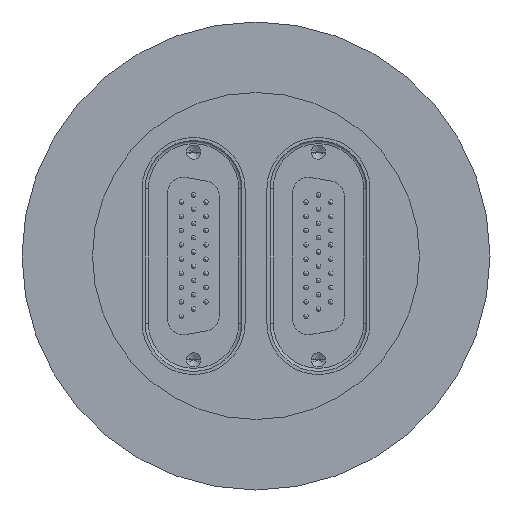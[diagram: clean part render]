
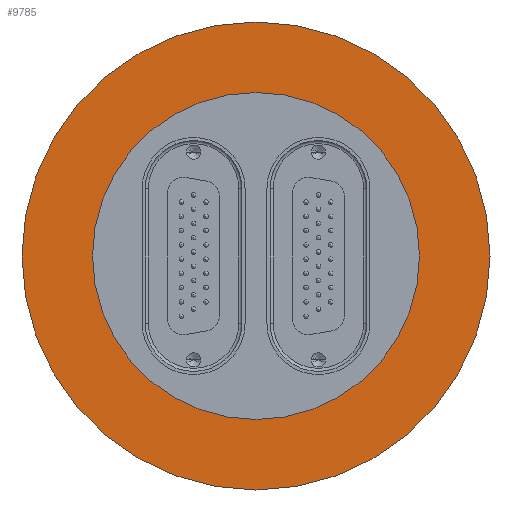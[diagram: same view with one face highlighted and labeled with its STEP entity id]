
A CAD part, left-side view. The second image highlights one B-rep face of the part: STEP entity #9785.
In plain terms, the highlighted planar face has unit normal (-1, 0, 0).
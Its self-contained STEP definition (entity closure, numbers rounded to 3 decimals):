
#142 = CARTESIAN_POINT ( 'NONE',  ( 0., 0., 0. ) ) ;
#263 = CARTESIAN_POINT ( 'NONE',  ( 0., 0., -26.2 ) ) ;
#405 = AXIS2_PLACEMENT_3D ( 'NONE', #10169, #1646, #3394 ) ;
#636 = EDGE_CURVE ( 'NONE', #6766, #7121, #5397, .T. ) ;
#772 = AXIS2_PLACEMENT_3D ( 'NONE', #803, #9347, #8473 ) ;
#803 = CARTESIAN_POINT ( 'NONE',  ( 0., 0., 0. ) ) ;
#1231 = CARTESIAN_POINT ( 'NONE',  ( 0., 0., 37.5 ) ) ;
#1581 = FACE_OUTER_BOUND ( 'NONE', #9941, .T. ) ;
#1643 = VERTEX_POINT ( 'NONE', #6685 ) ;
#1646 = DIRECTION ( 'NONE',  ( 1., 0., 0. ) ) ;
#2208 = AXIS2_PLACEMENT_3D ( 'NONE', #2569, #11087, #7427 ) ;
#2369 = EDGE_CURVE ( 'NONE', #7121, #6766, #11646, .T. ) ;
#2569 = CARTESIAN_POINT ( 'NONE',  ( 0., 0., 0. ) ) ;
#2814 = AXIS2_PLACEMENT_3D ( 'NONE', #142, #9759, #4895 ) ;
#2973 = EDGE_LOOP ( 'NONE', ( #8814, #7623 ) ) ;
#3394 = DIRECTION ( 'NONE',  ( 0., 0., -1. ) ) ;
#3920 = CARTESIAN_POINT ( 'NONE',  ( 0., 0., 26.2 ) ) ;
#3988 = EDGE_CURVE ( 'NONE', #1643, #8134, #4988, .T. ) ;
#4895 = DIRECTION ( 'NONE',  ( 0., 0., 1. ) ) ;
#4988 = CIRCLE ( 'NONE', #2208, 37.5 ) ;
#5206 = EDGE_CURVE ( 'NONE', #8134, #1643, #11961, .T. ) ;
#5397 = CIRCLE ( 'NONE', #2814, 26.2 ) ;
#6065 = CARTESIAN_POINT ( 'NONE',  ( 0., 0., 0. ) ) ;
#6685 = CARTESIAN_POINT ( 'NONE',  ( 0., 0., -37.5 ) ) ;
#6766 = VERTEX_POINT ( 'NONE', #263 ) ;
#7121 = VERTEX_POINT ( 'NONE', #3920 ) ;
#7163 = DIRECTION ( 'NONE',  ( 0., 0., 1. ) ) ;
#7427 = DIRECTION ( 'NONE',  ( 0., 0., 1. ) ) ;
#7623 = ORIENTED_EDGE ( 'NONE', *, *, #636, .F. ) ;
#7801 = ORIENTED_EDGE ( 'NONE', *, *, #3988, .T. ) ;
#8134 = VERTEX_POINT ( 'NONE', #1231 ) ;
#8208 = AXIS2_PLACEMENT_3D ( 'NONE', #6065, #10817, #7163 ) ;
#8473 = DIRECTION ( 'NONE',  ( 0., 0., 1. ) ) ;
#8771 = ORIENTED_EDGE ( 'NONE', *, *, #5206, .T. ) ;
#8814 = ORIENTED_EDGE ( 'NONE', *, *, #2369, .F. ) ;
#9125 = FACE_BOUND ( 'NONE', #2973, .T. ) ;
#9347 = DIRECTION ( 'NONE',  ( -1., 0., 0. ) ) ;
#9759 = DIRECTION ( 'NONE',  ( -1., 0., 0. ) ) ;
#9785 = ADVANCED_FACE ( 'NONE', ( #9125, #1581 ), #10116, .F. ) ;
#9941 = EDGE_LOOP ( 'NONE', ( #8771, #7801 ) ) ;
#10116 = PLANE ( 'NONE',  #405 ) ;
#10169 = CARTESIAN_POINT ( 'NONE',  ( 0., 0., -37.5 ) ) ;
#10817 = DIRECTION ( 'NONE',  ( -1., 0., 0. ) ) ;
#11087 = DIRECTION ( 'NONE',  ( -1., 0., 0. ) ) ;
#11646 = CIRCLE ( 'NONE', #772, 26.2 ) ;
#11961 = CIRCLE ( 'NONE', #8208, 37.5 ) ;
